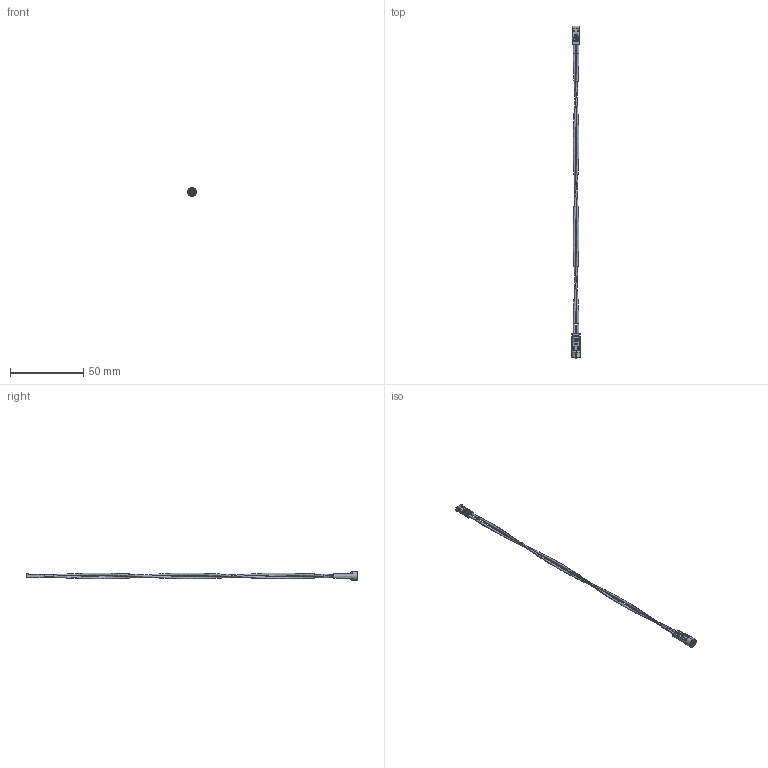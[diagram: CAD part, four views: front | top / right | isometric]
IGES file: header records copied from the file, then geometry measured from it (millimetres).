
Start section: SolidWorks IGES file using analytic representation for surfaces
Global section: file name: CNX B E 4 1 XX.IGS; native system: SolidWorks 2016; preprocessor: SolidWorks 2016; author: chwang; date: 180402.142557; units: inch
Bounding box: 6.1 x 226.34 x 6.1 mm (x, y, z)
Surface area: 3195.9 mm2 (no closed solid volume)
Topology: 0 solids, 0 shells, 1178 faces, 8288 edges, 8275 vertices
Faces by surface type: bspline 959, revolution 219
